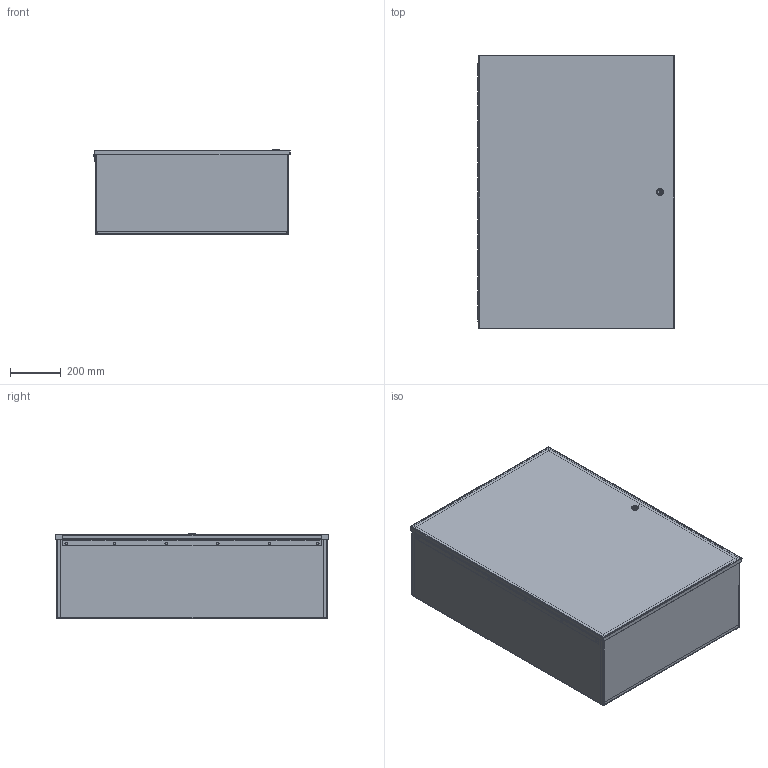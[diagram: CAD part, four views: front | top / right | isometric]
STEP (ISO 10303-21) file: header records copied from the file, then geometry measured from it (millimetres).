
FILE_DESCRIPTION(/* description */ ('N1C, LARGE, CS, BLR, 42X30X13'),/* implementation_level */ '2;1');
FILE_NAME(/* name */ 'N1C304213.stp',/* time_stamp */ '2016-11-16T13:16:43+06:00',/* author */ ('vdas'),/* organization */ (''),/* preprocessor_version */ 'ST-DEVELOPER v16.1',/* originating_system */ 'Autodesk Inventor 2016',/* authorisation */ '');
FILE_SCHEMA (('AUTOMOTIVE_DESIGN { 1 0 10303 214 3 1 1 }'));
Length unit declared in the file: inch
Products named in the file (19): N1C304213BLR; N1C3013TB; N1C3042LID; 1000-101-GPF_GPD; 1000-02; 1000-u45_asm; 1000-318; 1000-03; 1000-277-01; 1000-u142_asm; 1000-112_prt; 1000-23; HFW3513; H6010104T; H6010104L; H6010104 P; H6010104; 3889; N1C304213
Assembly tree (24 placements, depth 4):
  N1C304213
    N1C304213BLR
    N1C3013TB  x2
    N1C3042LID
    HFW3513
      1000-u45_asm
        1000-101-GPF_GPD
        1000-02
      1000-u142_asm
        1000-318
        1000-03
        1000-277-01
      1000-112_prt
      1000-23
    H6010104
      H6010104T
      H6010104L
      H6010104 P
    3889  x6
Bounding box: 774.41 x 1077.12 x 336.87 mm (x, y, z)
Volume: 5678669.3 mm3; surface area: 6083405.3 mm2
Topology: 20 solids, 20 shells, 978 faces, 2340 edges, 1422 vertices
Faces by surface type: plane 637, cylinder 273, bspline 32, cone 19, torus 13, sphere 4
Full cylindrical faces by diameter (mm): 3.048 x1, 5 x1, 6 x1, 8.382 x12, 9.525 x6, 9.9 x1, 10 x1, 10.2 x1, 11.05 x1, 11.112 x4, 12.8 x1, 13.5 x1, 15.2 x1, 15.8 x1, 15.875 x6, 16.1 x1, 19.8 x1, 23 x1, 27 x1, 28 x1
Entity records: 29122 total; most frequent: CARTESIAN_POINT 6990, DIRECTION 4415, ORIENTED_EDGE 4266, EDGE_CURVE 2133, LINE 1503, VECTOR 1503, AXIS2_PLACEMENT_3D 1456, VERTEX_POINT 1314
